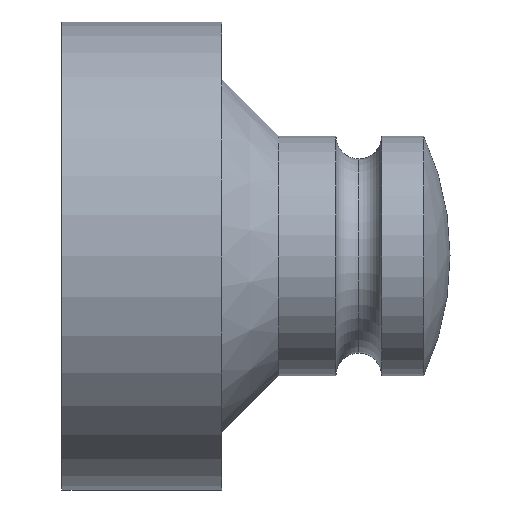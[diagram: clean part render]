
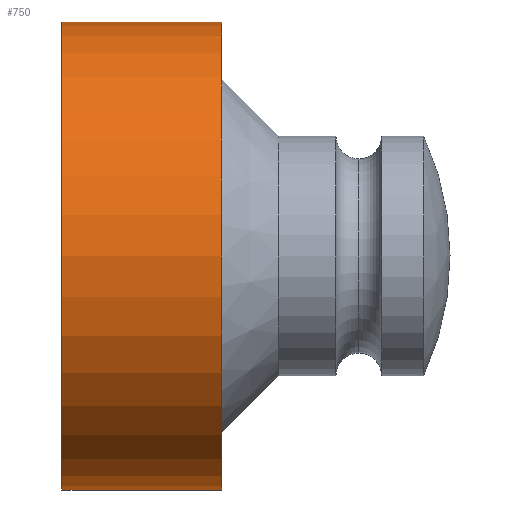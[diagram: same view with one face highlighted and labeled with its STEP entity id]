
A CAD part, left-side view. The second image highlights one B-rep face of the part: STEP entity #750.
In plain terms, the highlighted cylindrical face has radius 4.1 mm (diameter 8.2 mm), a partial arc.
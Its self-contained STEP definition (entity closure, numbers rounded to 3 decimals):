
#1 = DIRECTION ( 'NONE',  ( 0., 0., -1. ) ) ;
#35 = CARTESIAN_POINT ( 'NONE',  ( 0., 6.8, -4.1 ) ) ;
#116 = CIRCLE ( 'NONE', #1514, 4.1 ) ;
#172 = CARTESIAN_POINT ( 'NONE',  ( 0., 0., 0. ) ) ;
#278 = DIRECTION ( 'NONE',  ( 0., -1., 0. ) ) ;
#315 = DIRECTION ( 'NONE',  ( 0., -1., 0. ) ) ;
#320 = CARTESIAN_POINT ( 'NONE',  ( 0., 0., 4.1 ) ) ;
#339 = LINE ( 'NONE', #1228, #1432 ) ;
#357 = DIRECTION ( 'NONE',  ( 0., -1., 0. ) ) ;
#359 = DIRECTION ( 'NONE',  ( 0., -1., 0. ) ) ;
#416 = EDGE_CURVE ( 'NONE', #692, #1073, #339, .T. ) ;
#421 = VECTOR ( 'NONE', #315, 1000. ) ;
#480 = DIRECTION ( 'NONE',  ( 0., -1., 0. ) ) ;
#495 = CARTESIAN_POINT ( 'NONE',  ( 0., 6.8, 4.1 ) ) ;
#567 = VERTEX_POINT ( 'NONE', #495 ) ;
#602 = CARTESIAN_POINT ( 'NONE',  ( 0., 4., 0. ) ) ;
#618 = CARTESIAN_POINT ( 'NONE',  ( 0., 4., 4.1 ) ) ;
#642 = ORIENTED_EDGE ( 'NONE', *, *, #1203, .F. ) ;
#657 = AXIS2_PLACEMENT_3D ( 'NONE', #602, #480, #717 ) ;
#692 = VERTEX_POINT ( 'NONE', #35 ) ;
#717 = DIRECTION ( 'NONE',  ( 0., 0., -1. ) ) ;
#750 = ADVANCED_FACE ( 'NONE', ( #1397 ), #1320, .T. ) ;
#807 = DIRECTION ( 'NONE',  ( 0., 0., -1. ) ) ;
#867 = EDGE_CURVE ( 'NONE', #567, #1309, #1413, .T. ) ;
#903 = EDGE_CURVE ( 'NONE', #567, #692, #116, .T. ) ;
#980 = CARTESIAN_POINT ( 'NONE',  ( 0., 4., -4.1 ) ) ;
#1073 = VERTEX_POINT ( 'NONE', #980 ) ;
#1203 = EDGE_CURVE ( 'NONE', #1309, #1073, #1249, .T. ) ;
#1228 = CARTESIAN_POINT ( 'NONE',  ( 0., 0., -4.1 ) ) ;
#1249 = CIRCLE ( 'NONE', #657, 4.1 ) ;
#1292 = ORIENTED_EDGE ( 'NONE', *, *, #903, .T. ) ;
#1309 = VERTEX_POINT ( 'NONE', #618 ) ;
#1320 = CYLINDRICAL_SURFACE ( 'NONE', #1370, 4.1 ) ;
#1345 = CARTESIAN_POINT ( 'NONE',  ( 0., 6.8, 0. ) ) ;
#1370 = AXIS2_PLACEMENT_3D ( 'NONE', #172, #278, #807 ) ;
#1397 = FACE_OUTER_BOUND ( 'NONE', #1409, .T. ) ;
#1409 = EDGE_LOOP ( 'NONE', ( #1579, #1292, #1437, #642 ) ) ;
#1413 = LINE ( 'NONE', #320, #421 ) ;
#1432 = VECTOR ( 'NONE', #357, 1000. ) ;
#1437 = ORIENTED_EDGE ( 'NONE', *, *, #416, .T. ) ;
#1514 = AXIS2_PLACEMENT_3D ( 'NONE', #1345, #359, #1 ) ;
#1579 = ORIENTED_EDGE ( 'NONE', *, *, #867, .F. ) ;
